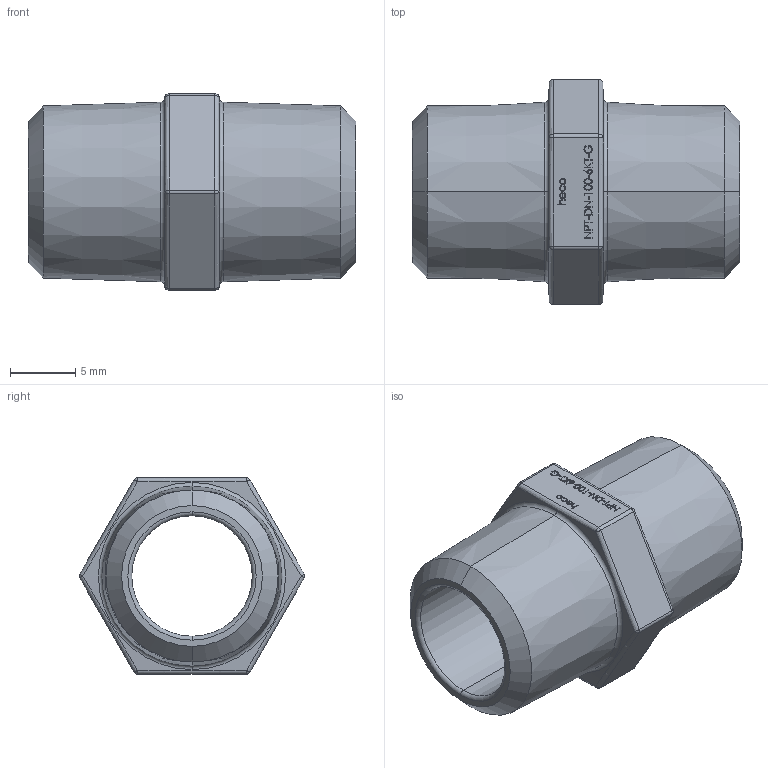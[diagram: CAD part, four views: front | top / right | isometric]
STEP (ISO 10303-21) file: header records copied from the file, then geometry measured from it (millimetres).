
FILE_DESCRIPTION (( 'STEP AP214' ), '1' );
FILE_NAME ('NPT -DN-014-6KT-G Doppelnippel 1805.STEP', '2018-05-09T08:21:47', ( '' ), ( '' ), 'SwSTEP 2.0', 'SolidWorks 2016', '' );
FILE_SCHEMA (( 'AUTOMOTIVE_DESIGN' ));
Length unit declared in the file: millimetre
Products named in the file (1): NPT -DN-014-6KT-G Doppelnippel 1805
Bounding box: 25 x 17.23 x 15 mm (x, y, z)
Volume: 2037.3 mm3; surface area: 1956.6 mm2
Topology: 1 solids, 5 shells, 330 faces, 835 edges, 538 vertices
Faces by surface type: plane 159, bspline 131, cone 12, sphere 12, torus 8, cylinder 8
Entity records: 18908 total; most frequent: CARTESIAN_POINT 9579, ORIENTED_EDGE 1654, DIRECTION 1029, EDGE_CURVE 827, VERTEX_POINT 534, LINE 493, VECTOR 493, EDGE_LOOP 363
